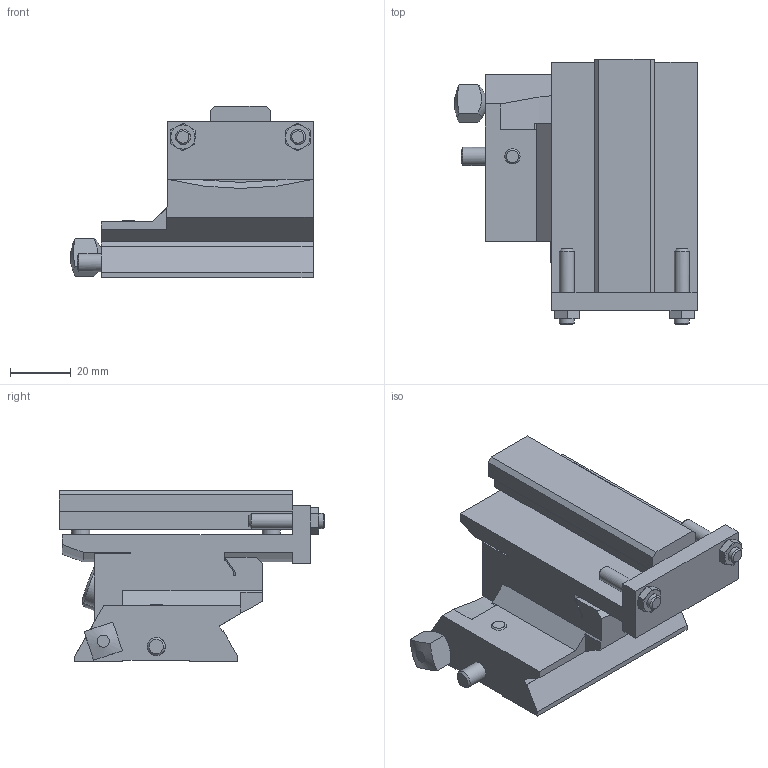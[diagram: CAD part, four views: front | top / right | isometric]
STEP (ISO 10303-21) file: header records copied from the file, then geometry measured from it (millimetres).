
FILE_DESCRIPTION(/* description */ (''),/* implementation_level */ '2;1');
FILE_NAME(/* name */ 'W8900007_A__specification_W8900007_AUSSEN_.stp',/* time_stamp */ '2013-12-04T09:20:49+01:00',/* author */ (''),/* organization */ (''),/* preprocessor_version */ 'ST-DEVELOPER v11',/* originating_system */ 'SIEMENS PLM Software NX 7.5',/* authorisation */ '');
FILE_SCHEMA (('AUTOMOTIVE_DESIGN { 1 0 10303 214 1 1 1 1 }'));
Length unit declared in the file: millimetre
Products named in the file (1): webe311A9rqy
Bounding box: 80 x 87.65 x 56.65 mm (x, y, z)
Volume: 154123 mm3; surface area: 32486.2 mm2
Topology: 1 solids, 1 shells, 141 faces, 353 edges, 227 vertices
Faces by surface type: plane 78, cone 40, cylinder 22, torus 1
Full cylindrical faces by diameter (mm): 5 x5, 6 x4
Entity records: 4226 total; most frequent: CARTESIAN_POINT 1015, ORIENTED_EDGE 650, DIRECTION 632, EDGE_CURVE 325, AXIS2_PLACEMENT_3D 232, VERTEX_POINT 217, EDGE_LOOP 176, LINE 168
